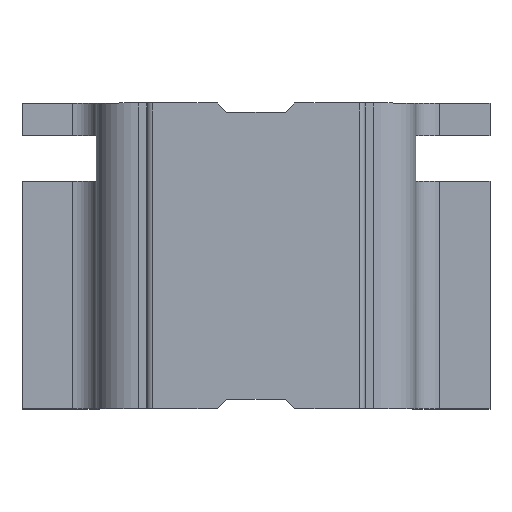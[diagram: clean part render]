
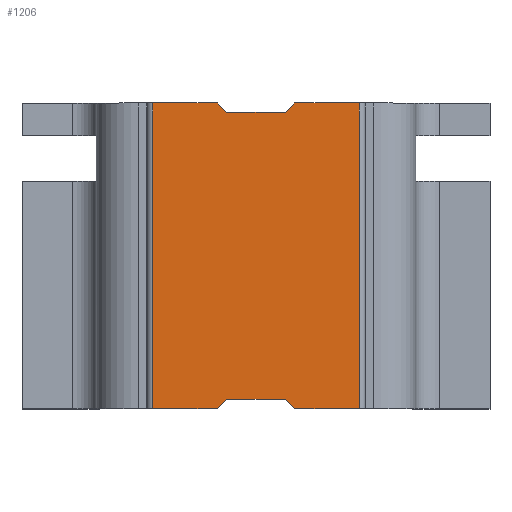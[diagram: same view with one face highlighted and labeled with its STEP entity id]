
A CAD part, top view. The second image highlights one B-rep face of the part: STEP entity #1206.
In plain terms, the highlighted planar face has unit normal (0, 0, 1).
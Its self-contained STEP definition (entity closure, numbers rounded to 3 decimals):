
#78=FACE_OUTER_BOUND($,#142,.T.);
#142=EDGE_LOOP($,(#1027,#1028,#1029,#1030,#1031,#1032,#1033,#1034,#1035,
#1036,#1037,#1038));
#257=LINE($,#1942,#395);
#259=LINE($,#1948,#397);
#260=LINE($,#1950,#398);
#261=LINE($,#1952,#399);
#262=LINE($,#1954,#400);
#263=LINE($,#1956,#401);
#264=LINE($,#1958,#402);
#265=LINE($,#1960,#403);
#266=LINE($,#1962,#404);
#267=LINE($,#1964,#405);
#268=LINE($,#1966,#406);
#269=LINE($,#1967,#407);
#395=VECTOR($,#1594,6.6);
#397=VECTOR($,#1600,1.393);
#398=VECTOR($,#1601,0.287);
#399=VECTOR($,#1602,1.27);
#400=VECTOR($,#1603,0.287);
#401=VECTOR($,#1604,1.393);
#402=VECTOR($,#1605,6.6);
#403=VECTOR($,#1606,1.393);
#404=VECTOR($,#1607,0.287);
#405=VECTOR($,#1608,1.27);
#406=VECTOR($,#1609,0.287);
#407=VECTOR($,#1610,1.393);
#558=VERTEX_POINT($,#1939);
#559=VERTEX_POINT($,#1941);
#561=VERTEX_POINT($,#1947);
#562=VERTEX_POINT($,#1949);
#563=VERTEX_POINT($,#1951);
#564=VERTEX_POINT($,#1953);
#565=VERTEX_POINT($,#1955);
#566=VERTEX_POINT($,#1957);
#567=VERTEX_POINT($,#1959);
#568=VERTEX_POINT($,#1961);
#569=VERTEX_POINT($,#1963);
#570=VERTEX_POINT($,#1965);
#718=EDGE_CURVE($,#558,#559,#257,.T.);
#721=EDGE_CURVE($,#561,#558,#259,.T.);
#722=EDGE_CURVE($,#561,#562,#260,.T.);
#723=EDGE_CURVE($,#562,#563,#261,.T.);
#724=EDGE_CURVE($,#563,#564,#262,.T.);
#725=EDGE_CURVE($,#565,#564,#263,.T.);
#726=EDGE_CURVE($,#566,#565,#264,.T.);
#727=EDGE_CURVE($,#567,#566,#265,.T.);
#728=EDGE_CURVE($,#567,#568,#266,.T.);
#729=EDGE_CURVE($,#568,#569,#267,.T.);
#730=EDGE_CURVE($,#569,#570,#268,.T.);
#731=EDGE_CURVE($,#559,#570,#269,.T.);
#1027=ORIENTED_EDGE($,*,*,#718,.F.);
#1028=ORIENTED_EDGE($,*,*,#721,.F.);
#1029=ORIENTED_EDGE($,*,*,#722,.T.);
#1030=ORIENTED_EDGE($,*,*,#723,.T.);
#1031=ORIENTED_EDGE($,*,*,#724,.T.);
#1032=ORIENTED_EDGE($,*,*,#725,.F.);
#1033=ORIENTED_EDGE($,*,*,#726,.F.);
#1034=ORIENTED_EDGE($,*,*,#727,.F.);
#1035=ORIENTED_EDGE($,*,*,#728,.T.);
#1036=ORIENTED_EDGE($,*,*,#729,.T.);
#1037=ORIENTED_EDGE($,*,*,#730,.T.);
#1038=ORIENTED_EDGE($,*,*,#731,.F.);
#1143=PLANE($,#1311);
#1206=ADVANCED_FACE($,(#78),#1143,.T.);
#1311=AXIS2_PLACEMENT_3D($,#1946,#1598,#1599);
#1594=DIRECTION($,(0.,-1.,0.));
#1598=DIRECTION('center_axis',(0.,0.,1.));
#1599=DIRECTION('ref_axis',(1.,0.,0.));
#1600=DIRECTION($,(1.,0.,0.));
#1601=DIRECTION($,(-0.707,-0.707,0.));
#1602=DIRECTION($,(-1.,0.,0.));
#1603=DIRECTION($,(-0.707,0.707,0.));
#1604=DIRECTION($,(1.,0.,0.));
#1605=DIRECTION($,(0.,1.,0.));
#1606=DIRECTION($,(-1.,0.,0.));
#1607=DIRECTION($,(0.707,0.707,0.));
#1608=DIRECTION($,(1.,0.,0.));
#1609=DIRECTION($,(0.707,-0.707,0.));
#1610=DIRECTION($,(-1.,0.,0.));
#1939=CARTESIAN_POINT('',(2.231,6.6,1.405));
#1941=CARTESIAN_POINT('',(2.231,0.,1.405));
#1942=CARTESIAN_POINT($,(2.231,0.,1.405));
#1946=CARTESIAN_POINT('Origin',(-2.358,0.,1.405));
#1947=CARTESIAN_POINT('',(0.838,6.6,1.405));
#1948=CARTESIAN_POINT($,(-1.179,6.6,1.405));
#1949=CARTESIAN_POINT('',(0.635,6.397,1.405));
#1950=CARTESIAN_POINT($,(-1.611,4.151,1.405));
#1951=CARTESIAN_POINT('',(-0.635,6.397,1.405));
#1952=CARTESIAN_POINT($,(-0.861,6.397,1.405));
#1953=CARTESIAN_POINT('',(-0.838,6.6,1.405));
#1954=CARTESIAN_POINT($,(0.534,5.229,1.405));
#1955=CARTESIAN_POINT('',(-2.231,6.6,1.405));
#1956=CARTESIAN_POINT($,(-1.179,6.6,1.405));
#1957=CARTESIAN_POINT('',(-2.231,0.,1.405));
#1958=CARTESIAN_POINT($,(-2.231,0.,1.405));
#1959=CARTESIAN_POINT('',(-0.838,0.,1.405));
#1960=CARTESIAN_POINT($,(2.358,0.,1.405));
#1961=CARTESIAN_POINT('',(-0.635,0.203,1.405));
#1962=CARTESIAN_POINT($,(-1.218,-0.38,1.405));
#1963=CARTESIAN_POINT('',(0.635,0.203,1.405));
#1964=CARTESIAN_POINT($,(-1.497,0.203,1.405));
#1965=CARTESIAN_POINT('',(0.838,0.,1.405));
#1966=CARTESIAN_POINT($,(-0.062,0.901,1.405));
#1967=CARTESIAN_POINT($,(2.358,0.,1.405));
